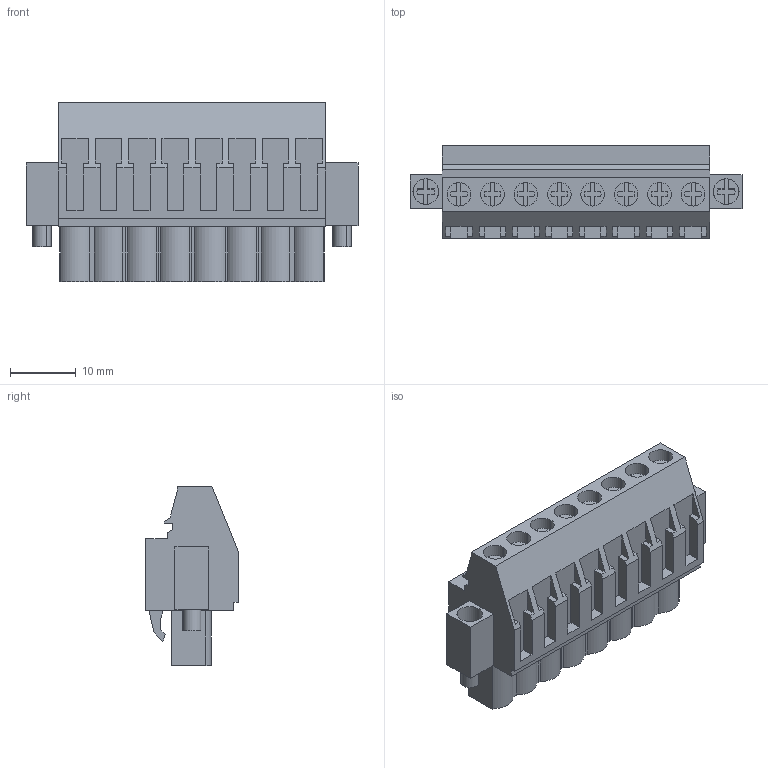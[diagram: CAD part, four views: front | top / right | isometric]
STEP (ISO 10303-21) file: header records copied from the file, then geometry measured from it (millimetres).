
FILE_DESCRIPTION(('CATIA V5 STEP','CAx-IF Rec.Pracs.--- Model Styling and Organization---1.2---2011-12-15'),'2;1');
FILE_NAME ('7246784_2_1950100000_1950100000.stp','2017-09-08T12:23:18+00:00',('none'),('Weidmueller'),'CATIA Version 5-6 Release 2014','CATIA V5 STEP AP214','none');
FILE_SCHEMA(('AUTOMOTIVE_DESIGN { 1 0 10303 214 1 1 1 1 }'));
Length unit declared in the file: millimetre
Products named in the file (1): 1950100000
Bounding box: 50.44 x 14.1 x 27.2 mm (x, y, z)
Volume: 9683.9 mm3; surface area: 6320.2 mm2
Topology: 11 solids, 11 shells, 596 faces, 1629 edges, 1096 vertices
Faces by surface type: plane 504, cylinder 90, extrusion 2
Entity records: 17452 total; most frequent: ORIENTED_EDGE 3258, CARTESIAN_POINT 3111, DIRECTION 2393, EDGE_CURVE 1629, VECTOR 1407, LINE 1405, VERTEX_POINT 1096, EDGE_LOOP 641
